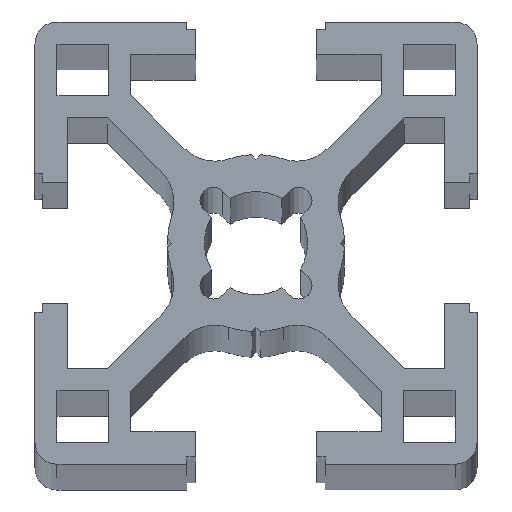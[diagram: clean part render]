
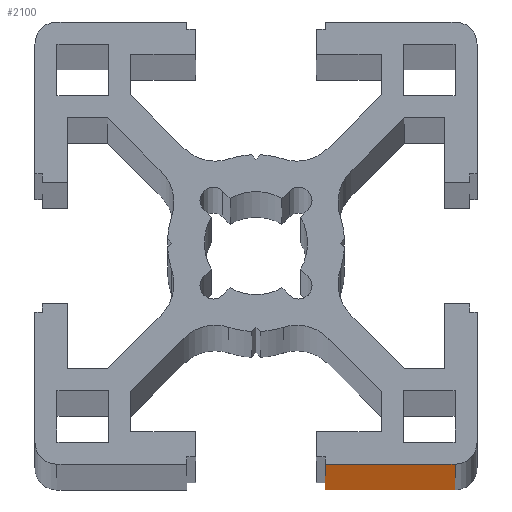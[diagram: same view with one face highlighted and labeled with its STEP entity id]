
A CAD part, top view. The second image highlights one B-rep face of the part: STEP entity #2100.
In plain terms, the highlighted planar face has unit normal (0, -1, 0).
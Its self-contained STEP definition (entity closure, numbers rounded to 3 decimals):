
#42 = DIRECTION ( 'NONE',  ( 0., 0., 1. ) ) ;
#135 = AXIS2_PLACEMENT_3D ( 'NONE', #1644, #1969, #42 ) ;
#153 = CARTESIAN_POINT ( 'NONE',  ( 13.5, -15., 1000. ) ) ;
#268 = EDGE_CURVE ( 'NONE', #1087, #3198, #1883, .T. ) ;
#328 = LINE ( 'NONE', #3561, #2489 ) ;
#473 = DIRECTION ( 'NONE',  ( 0., 0., -1. ) ) ;
#911 = LINE ( 'NONE', #153, #2545 ) ;
#1011 = VECTOR ( 'NONE', #1837, 1000. ) ;
#1017 = CARTESIAN_POINT ( 'NONE',  ( 13.5, -15., 0. ) ) ;
#1041 = CARTESIAN_POINT ( 'NONE',  ( 13.5, -15., 1000. ) ) ;
#1087 = VERTEX_POINT ( 'NONE', #3056 ) ;
#1251 = ORIENTED_EDGE ( 'NONE', *, *, #3165, .T. ) ;
#1260 = ORIENTED_EDGE ( 'NONE', *, *, #2947, .F. ) ;
#1385 = CARTESIAN_POINT ( 'NONE',  ( 4.7, -15., 1000. ) ) ;
#1644 = CARTESIAN_POINT ( 'NONE',  ( 13.5, -15., 1000. ) ) ;
#1736 = DIRECTION ( 'NONE',  ( 1., 0., 0. ) ) ;
#1837 = DIRECTION ( 'NONE',  ( 1., 0., 0. ) ) ;
#1883 = LINE ( 'NONE', #3433, #1011 ) ;
#1909 = LINE ( 'NONE', #3987, #2766 ) ;
#1969 = DIRECTION ( 'NONE',  ( 0., 1., 0. ) ) ;
#2100 = ADVANCED_FACE ( 'NONE', ( #3552 ), #3562, .F. ) ;
#2247 = EDGE_CURVE ( 'NONE', #3321, #4172, #1909, .T. ) ;
#2489 = VECTOR ( 'NONE', #2617, 1000. ) ;
#2493 = ORIENTED_EDGE ( 'NONE', *, *, #268, .T. ) ;
#2545 = VECTOR ( 'NONE', #473, 1000. ) ;
#2607 = ORIENTED_EDGE ( 'NONE', *, *, #2247, .F. ) ;
#2617 = DIRECTION ( 'NONE',  ( 0., 0., -1. ) ) ;
#2766 = VECTOR ( 'NONE', #1736, 1000. ) ;
#2947 = EDGE_CURVE ( 'NONE', #4172, #3198, #911, .T. ) ;
#3056 = CARTESIAN_POINT ( 'NONE',  ( 4.7, -15., 0. ) ) ;
#3154 = EDGE_LOOP ( 'NONE', ( #2493, #1260, #2607, #1251 ) ) ;
#3165 = EDGE_CURVE ( 'NONE', #3321, #1087, #328, .T. ) ;
#3198 = VERTEX_POINT ( 'NONE', #1017 ) ;
#3321 = VERTEX_POINT ( 'NONE', #1385 ) ;
#3433 = CARTESIAN_POINT ( 'NONE',  ( 13.5, -15., 0. ) ) ;
#3552 = FACE_OUTER_BOUND ( 'NONE', #3154, .T. ) ;
#3561 = CARTESIAN_POINT ( 'NONE',  ( 4.7, -15., 1000. ) ) ;
#3562 = PLANE ( 'NONE',  #135 ) ;
#3987 = CARTESIAN_POINT ( 'NONE',  ( 13.5, -15., 1000. ) ) ;
#4172 = VERTEX_POINT ( 'NONE', #1041 ) ;
